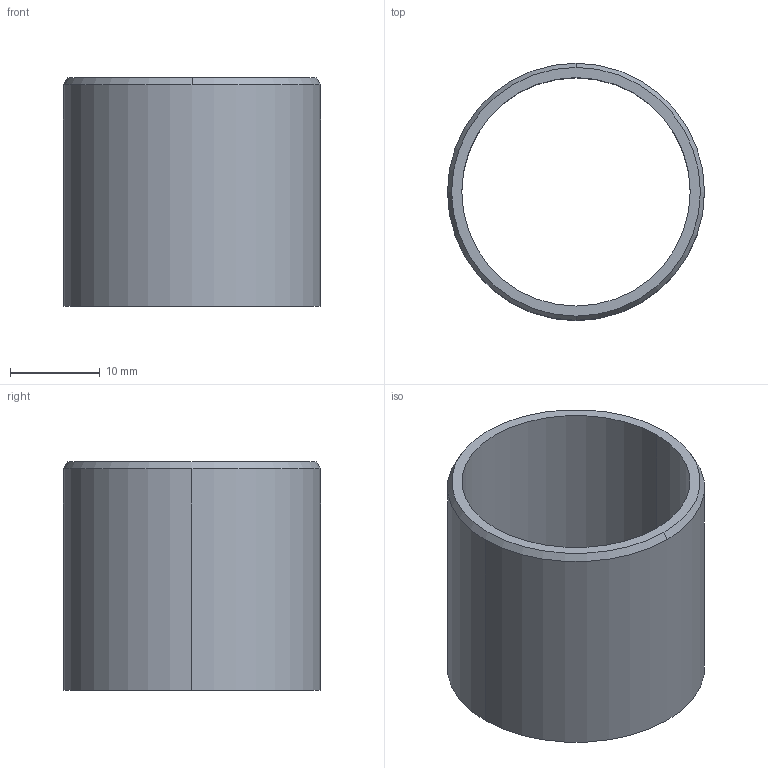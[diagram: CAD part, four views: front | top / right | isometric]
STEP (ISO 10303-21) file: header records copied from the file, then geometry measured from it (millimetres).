
FILE_DESCRIPTION (( 'STEP AP214' ), '1' );
FILE_NAME ('A-TSI-1618-16.step', '2017-11-29T20:26:34', ( '' ), ( '' ), 'SwSTEP 2.0', 'SolidWorks 2017', '' );
FILE_SCHEMA (( 'AUTOMOTIVE_DESIGN' ));
Length unit declared in the file: inch
Products named in the file (1): A-TSI-1618-16
Bounding box: 28.57 x 28.57 x 25.4 mm (x, y, z)
Volume: 3396.5 mm3; surface area: 4528.6 mm2
Topology: 1 solids, 1 shells, 10 faces, 22 edges, 14 vertices
Faces by surface type: cylinder 4, cone 4, plane 2
Entity records: 328 total; most frequent: DIRECTION 58, CARTESIAN_POINT 47, ORIENTED_EDGE 44, AXIS2_PLACEMENT_3D 25, EDGE_CURVE 22, CIRCLE 14, VERTEX_POINT 14, EDGE_LOOP 12
